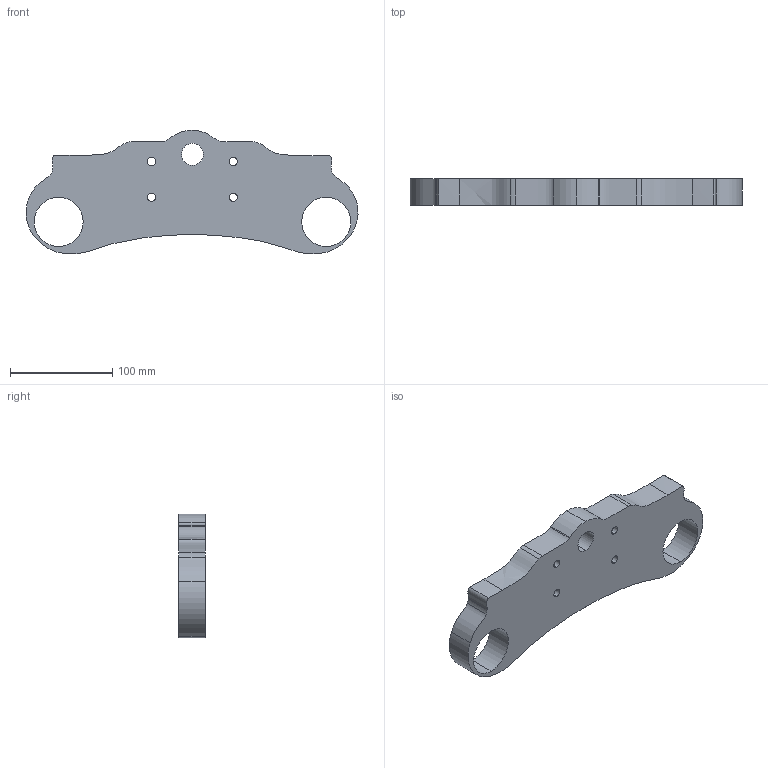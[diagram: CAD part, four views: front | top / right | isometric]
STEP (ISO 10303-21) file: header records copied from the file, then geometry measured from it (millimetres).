
FILE_DESCRIPTION (( 'STEP AP214' ), '1' );
FILE_NAME ('FORK CROWN Top.STEP', '2022-07-24T18:18:32', ( 'Dell' ), ( '' ), 'SwSTEP 2.0', 'SolidWorks 2018', '' );
FILE_SCHEMA (( 'AUTOMOTIVE_DESIGN' ));
Length unit declared in the file: millimetre
Products named in the file (1): FORK CROWN Top
Bounding box: 324.62 x 26 x 121.13 mm (x, y, z)
Volume: 634041.9 mm3; surface area: 81450.3 mm2
Topology: 1 solids, 1 shells, 47 faces, 135 edges, 90 vertices
Faces by surface type: bspline 31, cylinder 14, plane 2
Entity records: 1785 total; most frequent: CARTESIAN_POINT 676, ORIENTED_EDGE 270, EDGE_CURVE 135, DIRECTION 135, VERTEX_POINT 90, B_SPLINE_CURVE_WITH_KNOTS 62, EDGE_LOOP 61, FACE_OUTER_BOUND 47
